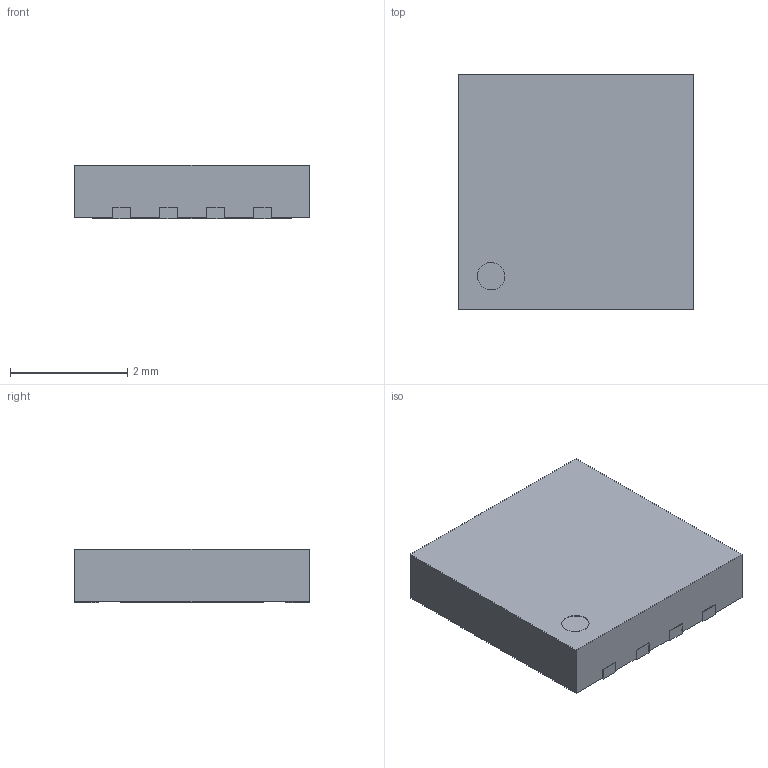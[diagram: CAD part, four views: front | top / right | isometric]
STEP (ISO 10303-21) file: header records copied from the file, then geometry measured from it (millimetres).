
FILE_DESCRIPTION (( 'STEP AP214' ), '1' );
FILE_NAME ('VSON-8_L4.0-W4.0-P0.80-TL-EP.STEP', '2022-05-18T05:24:22', ( 'PC' ), ( 'Microsoft' ), 'SwSTEP 2.0', 'SolidWorks 2020', '' );
FILE_SCHEMA (( 'AUTOMOTIVE_DESIGN' ));
Length unit declared in the file: millimetre
Products named in the file (1): VSON-8_L4.0-W4.0-P0.80-TL-EP
Bounding box: 4 x 4.02 x 0.92 mm (x, y, z)
Volume: 14.6 mm3; surface area: 47 mm2
Topology: 1 solids, 1 shells, 121 faces, 330 edges, 220 vertices
Faces by surface type: plane 97, bspline 16, cylinder 8
Entity records: 5877 total; most frequent: CARTESIAN_POINT 1536, ORIENTED_EDGE 660, DIRECTION 526, EDGE_CURVE 330, VECTOR 282, LINE 282, VERTEX_POINT 220, EDGE_LOOP 130
